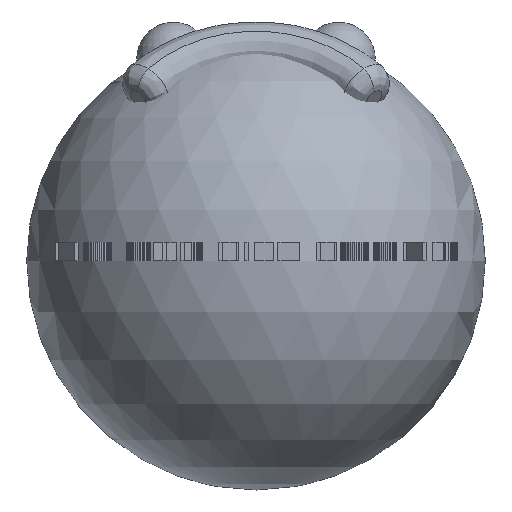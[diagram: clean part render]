
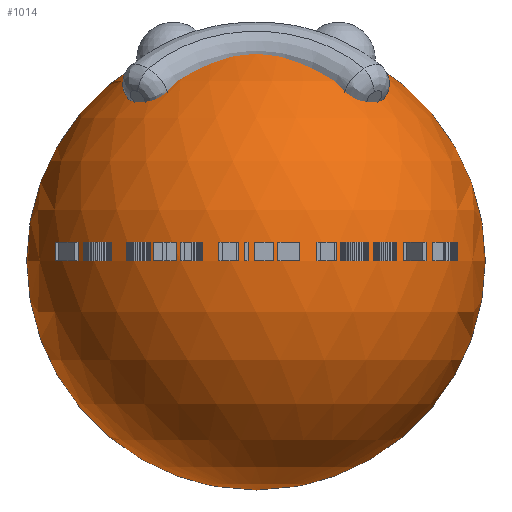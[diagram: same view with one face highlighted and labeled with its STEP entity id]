
A CAD part, front view. The second image highlights one B-rep face of the part: STEP entity #1014.
In plain terms, the highlighted spherical face has radius 25 mm.
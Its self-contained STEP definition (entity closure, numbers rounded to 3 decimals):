
#1014=ADVANCED_FACE('',(#2527),#2528,.T.);
#2527=FACE_OUTER_BOUND('',#4757,.T.);
#2528=SPHERICAL_SURFACE('',#4758,25.0);
#4757=EDGE_LOOP('',(#7959,#7960));
#4758=AXIS2_PLACEMENT_3D('',#7961,#7962,#7963);
#7959=ORIENTED_EDGE('',*,*,#14183,.T.);
#7960=ORIENTED_EDGE('',*,*,#14184,.T.);
#7961=CARTESIAN_POINT('',(0.0,0.0,0.0));
#7962=DIRECTION('',(0.0,0.0,1.0));
#7963=DIRECTION('',(1.0,0.0,0.0));
#14183=EDGE_CURVE('',#17106,#17107,#17108,.T.);
#14184=EDGE_CURVE('',#17107,#17106,#17109,.T.);
#17106=VERTEX_POINT('',#21365);
#17107=VERTEX_POINT('',#21366);
#17108=CIRCLE('',#21367,25.0);
#17109=CIRCLE('',#21368,25.0);
#21365=CARTESIAN_POINT('',(0.,0.,-25.0));
#21366=CARTESIAN_POINT('',(0.0,0.0,25.0));
#21367=AXIS2_PLACEMENT_3D('',#26476,#26477,#26478);
#21368=AXIS2_PLACEMENT_3D('',#26479,#26480,#26481);
#26476=CARTESIAN_POINT('',(0.0,0.0,0.0));
#26477=DIRECTION('',(0.,-1.0,0.0));
#26478=DIRECTION('',(0.0,0.0,1.0));
#26479=CARTESIAN_POINT('',(0.0,0.0,0.0));
#26480=DIRECTION('',(0.,-1.0,0.0));
#26481=DIRECTION('',(0.0,0.0,1.0));
